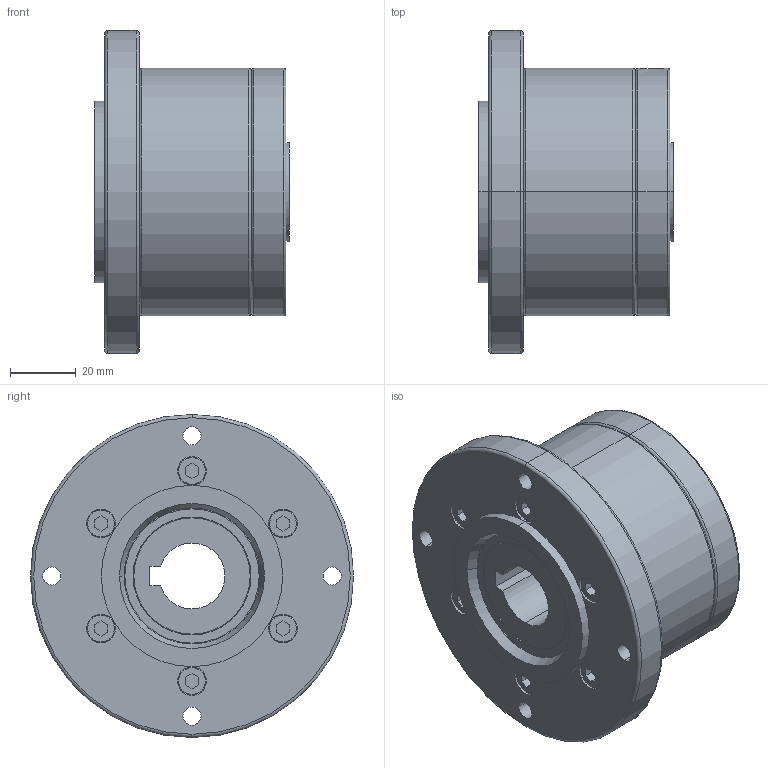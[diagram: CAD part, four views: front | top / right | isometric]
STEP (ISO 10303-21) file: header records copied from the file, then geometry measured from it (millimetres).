
FILE_DESCRIPTION(('STEP AP214'),'1');
FILE_NAME('gl_20_f4-d2.stp','2019-09-14T11:29:25',('TraceParts'),('TraceParts S.A.'),'Spatial InterOp 3D',' ',' ');
FILE_SCHEMA(('AUTOMOTIVE_DESIGN { 1 0 10303 214 1 1 1 1 }'));
Length unit declared in the file: millimetre
Products named in the file (1): gl_20_f4-d2
Bounding box: 59 x 98 x 98 mm (x, y, z)
Volume: 257918.2 mm3; surface area: 37833 mm2
Topology: 1 solids, 1 shells, 261 faces, 640 edges, 430 vertices
Faces by surface type: plane 130, cylinder 93, torus 36, cone 2
Entity records: 7935 total; most frequent: DIRECTION 1466, CARTESIAN_POINT 1399, ORIENTED_EDGE 1280, EDGE_CURVE 640, AXIS2_PLACEMENT_3D 567, VERTEX_POINT 430, LINE 332, VECTOR 332
